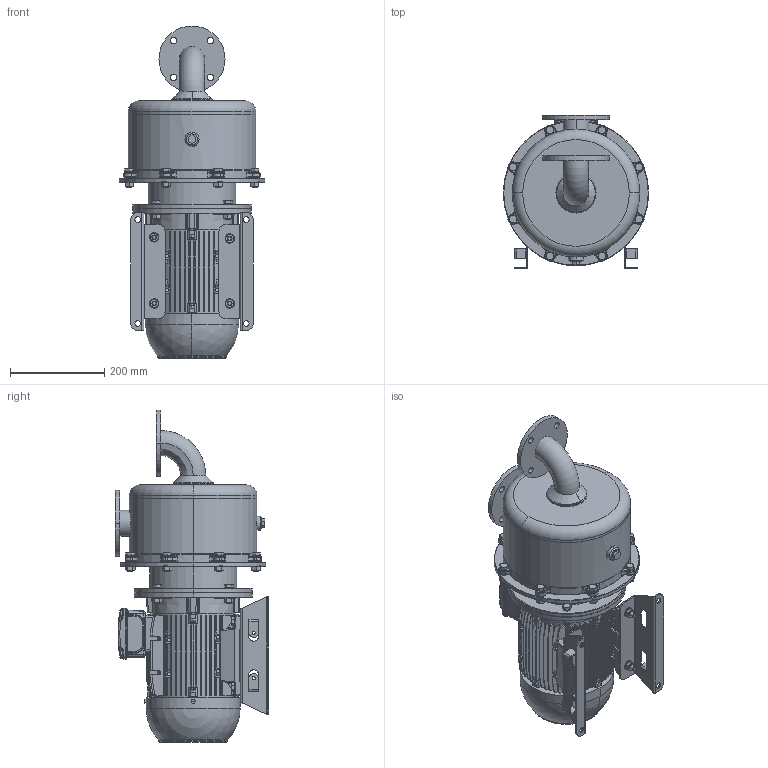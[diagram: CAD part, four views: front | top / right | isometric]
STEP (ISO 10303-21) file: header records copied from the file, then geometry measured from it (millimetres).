
FILE_DESCRIPTION (( 'STEP AP203' ), '1' );
FILE_NAME ('Ýëåêòðîíàñîñíûé àãðåãàò ÕÌñ 12,5_50Ê5-5,5_2.STEP', '2016-04-05T20:33:00', ( '' ), ( '' ), 'SwSTEP 2.0', 'SolidWorks 2015', '' );
FILE_SCHEMA (( 'CONFIG_CONTROL_DESIGN' ));
Length unit declared in the file: millimetre
Products named in the file (13): Ôëàíåö ÕÌñ 25-30; Áîëò Ì10; 署赅 赅耱瘙腓 12,5_50; ﾘ琺矜; Ïîäâîä ïðîäîëæåíèå 12,5_50; Ãàéêà; 砐鳱鍱 12,5_50; 楋樏襝鍱睯蜬蠈錪 100L; Ýëåêòðîíàñîñíûé àãðåãàò ÕÌñ 12,5_50Ê5-5,5_2; 冓憵 12,5_50; 婜縺蹞 12,5_50; 扻錪犩 12,5_50; Êàñòðþëÿ 12,5_50
Assembly tree (59 placements, depth 2):
  Ýëåêòðîíàñîñíûé àãðåãàò ÕÌñ 12,5_50Ê5-5,5_2
    Áîëò Ì10  x16
    ﾘ琺矜  x16
    Ãàéêà  x16
    楋樏襝鍱睯蜬蠈錪 100L
    冓憵 12,5_50  x2
    婜縺蹞 12,5_50
    扻錪犩 12,5_50
    Êàñòðþëÿ 12,5_50
    Ôëàíåö ÕÌñ 25-30  x2
    署赅 赅耱瘙腓 12,5_50
    Ïîäâîä ïðîäîëæåíèå 12,5_50
    砐鳱鍱 12,5_50
Bounding box: 308 x 325 x 703.1 mm (x, y, z)
Volume: 10665051.8 mm3; surface area: 1530683.9 mm2
Topology: 59 solids, 59 shells, 3983 faces, 9986 edges, 6301 vertices
Faces by surface type: plane 2265, cylinder 810, cone 519, torus 230, bspline 143, sphere 16
Entity records: 108913 total; most frequent: CARTESIAN_POINT 31156, ORIENTED_EDGE 16056, DIRECTION 15011, EDGE_CURVE 8028, VECTOR 5327, LINE 5327, VERTEX_POINT 5161, AXIS2_PLACEMENT_3D 4842
